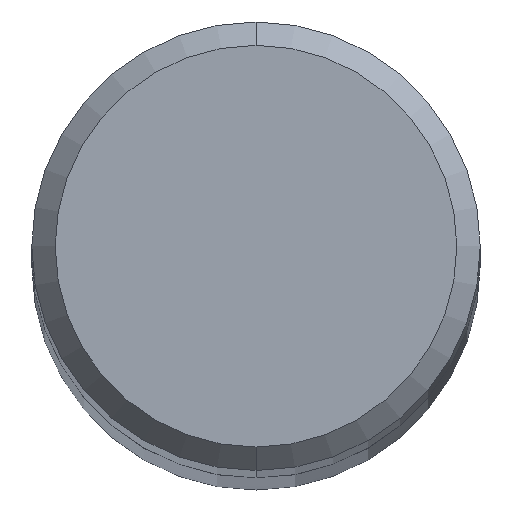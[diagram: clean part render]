
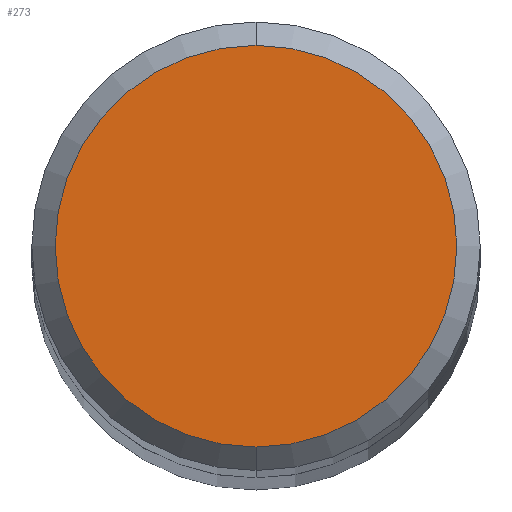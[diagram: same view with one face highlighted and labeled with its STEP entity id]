
A CAD part, top view. The second image highlights one B-rep face of the part: STEP entity #273.
In plain terms, the highlighted planar face has unit normal (0, 0, 1).
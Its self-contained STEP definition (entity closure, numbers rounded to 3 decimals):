
#175=VERTEX_POINT('',#450);
#215=EDGE_CURVE('',#355,#175,#495,.T.);
#219=EDGE_CURVE('',#175,#355,#499,.T.);
#273=ADVANCED_FACE('',(#561),#562,.T.);
#355=VERTEX_POINT('',#651);
#450=CARTESIAN_POINT('',(0.0,5.15,0.0));
#495=CIRCLE('',#890,5.15);
#499=CIRCLE('',#896,5.15);
#561=FACE_OUTER_BOUND('',#989,.T.);
#562=PLANE('',#990);
#651=CARTESIAN_POINT('',(0.,-5.15,0.0));
#890=AXIS2_PLACEMENT_3D('',#1414,#1415,#1416);
#896=AXIS2_PLACEMENT_3D('',#1420,#1421,#1422);
#989=EDGE_LOOP('',(#1518,#1519));
#990=AXIS2_PLACEMENT_3D('',#1520,#1521,#1522);
#1414=CARTESIAN_POINT('',(0.0,0.0,0.0));
#1415=DIRECTION('',(0.0,0.0,-1.0));
#1416=DIRECTION('',(0.0,1.0,0.0));
#1420=CARTESIAN_POINT('',(0.0,0.0,0.0));
#1421=DIRECTION('',(0.0,0.0,-1.0));
#1422=DIRECTION('',(0.0,1.0,0.0));
#1518=ORIENTED_EDGE('',*,*,#219,.F.);
#1519=ORIENTED_EDGE('',*,*,#215,.F.);
#1520=CARTESIAN_POINT('',(0.0,2.575,0.0));
#1521=DIRECTION('',(-0.0,0.0,1.0));
#1522=DIRECTION('',(0.0,-1.0,0.0));
